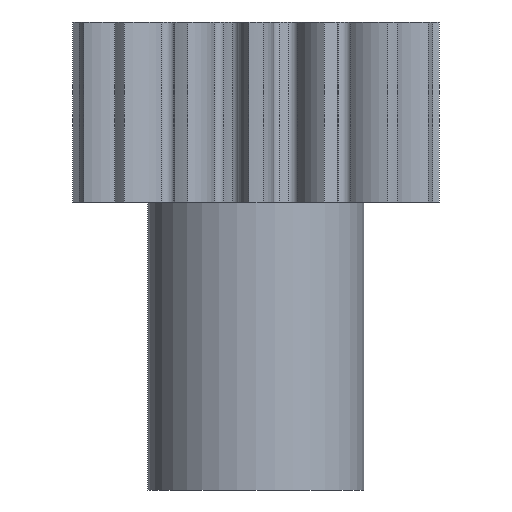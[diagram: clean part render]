
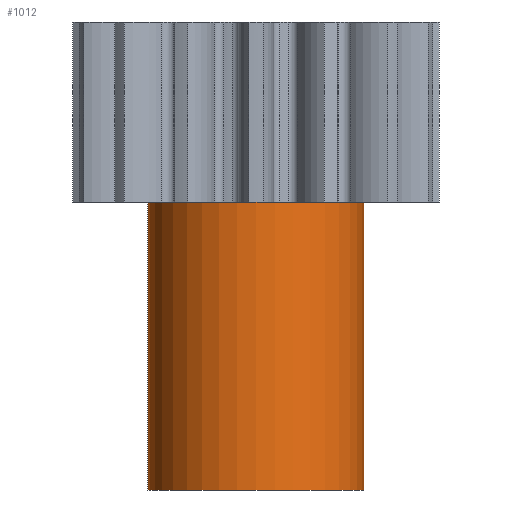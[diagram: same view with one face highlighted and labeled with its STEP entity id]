
A CAD part, front view. The second image highlights one B-rep face of the part: STEP entity #1012.
In plain terms, the highlighted cylindrical face has radius 15 mm (diameter 30 mm), a partial arc.
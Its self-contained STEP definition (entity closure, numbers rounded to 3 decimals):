
#795 = EDGE_CURVE ( 'NONE', #3721, #3718, #2233, .T. ) ;
#969 = ORIENTED_EDGE ( 'NONE', *, *, #3691, .T. ) ;
#970 = EDGE_CURVE ( 'NONE', #3715, #3714, #2508, .T. ) ;
#971 = ORIENTED_EDGE ( 'NONE', *, *, #795, .F. ) ;
#985 = EDGE_LOOP ( 'NONE', ( #994, #990, #969, #971 ) ) ;
#990 = ORIENTED_EDGE ( 'NONE', *, *, #970, .T. ) ;
#994 = ORIENTED_EDGE ( 'NONE', *, *, #3702, .F. ) ;
#1012 = ADVANCED_FACE ( 'NONE', ( #2721 ), #2713, .T. ) ;
#2226 = CARTESIAN_POINT ( 'NONE',  ( 0., 0., 0. ) ) ;
#2233 = CIRCLE ( 'NONE', #2238, 15. ) ;
#2238 = AXIS2_PLACEMENT_3D ( 'NONE', #2226, #2289, #2288 ) ;
#2288 = DIRECTION ( 'NONE',  ( 1., 0., 0. ) ) ;
#2289 = DIRECTION ( 'NONE',  ( 0., 0., 1. ) ) ;
#2505 = DIRECTION ( 'NONE',  ( 1., 0., 0. ) ) ;
#2506 = DIRECTION ( 'NONE',  ( 0., 0., 1. ) ) ;
#2507 = AXIS2_PLACEMENT_3D ( 'NONE', #2514, #2506, #2505 ) ;
#2508 = CIRCLE ( 'NONE', #2507, 15. ) ;
#2514 = CARTESIAN_POINT ( 'NONE',  ( 0., 0., -40. ) ) ;
#2705 = DIRECTION ( 'NONE',  ( 1., 0., 0. ) ) ;
#2706 = DIRECTION ( 'NONE',  ( 0., 0., 1. ) ) ;
#2707 = CARTESIAN_POINT ( 'NONE',  ( 0., 0., -40. ) ) ;
#2710 = AXIS2_PLACEMENT_3D ( 'NONE', #2707, #2706, #2705 ) ;
#2713 = CYLINDRICAL_SURFACE ( 'NONE', #2710, 15. ) ;
#2721 = FACE_OUTER_BOUND ( 'NONE', #985, .T. ) ;
#3307 = DIRECTION ( 'NONE',  ( 0., 0., 1. ) ) ;
#3308 = VECTOR ( 'NONE', #3307, 1000. ) ;
#3316 = CARTESIAN_POINT ( 'NONE',  ( 15., 0., -40. ) ) ;
#3333 = LINE ( 'NONE', #3316, #3308 ) ;
#3343 = CARTESIAN_POINT ( 'NONE',  ( -15., 0., -40. ) ) ;
#3344 = LINE ( 'NONE', #3343, #3384 ) ;
#3359 = CARTESIAN_POINT ( 'NONE',  ( 15., 0., 0. ) ) ;
#3373 = CARTESIAN_POINT ( 'NONE',  ( -15., 0., 0. ) ) ;
#3376 = CARTESIAN_POINT ( 'NONE',  ( -15., 0., -40. ) ) ;
#3382 = CARTESIAN_POINT ( 'NONE',  ( 15., 0., -40. ) ) ;
#3383 = DIRECTION ( 'NONE',  ( 0., 0., 1. ) ) ;
#3384 = VECTOR ( 'NONE', #3383, 1000. ) ;
#3691 = EDGE_CURVE ( 'NONE', #3714, #3718, #3333, .T. ) ;
#3702 = EDGE_CURVE ( 'NONE', #3715, #3721, #3344, .T. ) ;
#3714 = VERTEX_POINT ( 'NONE', #3382 ) ;
#3715 = VERTEX_POINT ( 'NONE', #3376 ) ;
#3718 = VERTEX_POINT ( 'NONE', #3359 ) ;
#3721 = VERTEX_POINT ( 'NONE', #3373 ) ;
